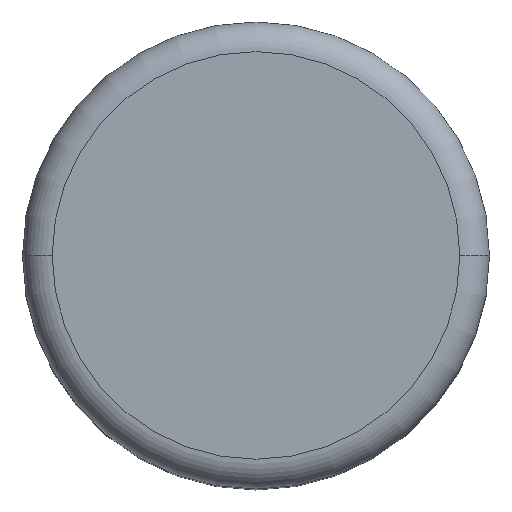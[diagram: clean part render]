
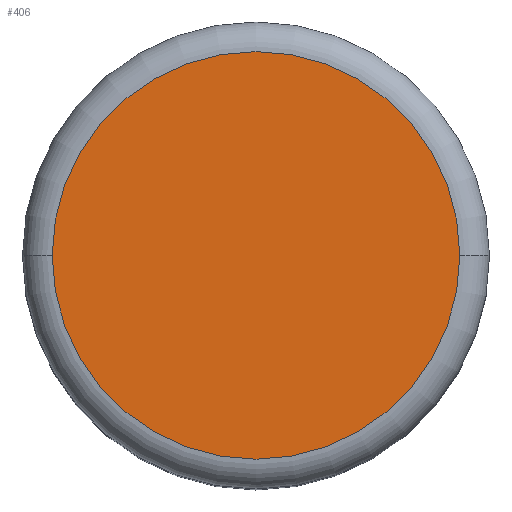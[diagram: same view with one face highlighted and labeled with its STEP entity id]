
A CAD part, top view. The second image highlights one B-rep face of the part: STEP entity #406.
In plain terms, the highlighted planar face has unit normal (0, 0, 1).
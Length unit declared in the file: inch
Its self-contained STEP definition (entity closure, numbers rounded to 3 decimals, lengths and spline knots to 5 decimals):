
#7 = AXIS2_PLACEMENT_3D ( 'NONE', #199, #196, #192 ) ;
#19 = DIRECTION ( 'NONE',  ( 1., 0., 0. ) ) ;
#20 = DIRECTION ( 'NONE',  ( 0., 0., 1. ) ) ;
#39 = CARTESIAN_POINT ( 'NONE',  ( 0., 0., 0.45276 ) ) ;
#49 = PLANE ( 'NONE',  #367 ) ;
#83 = CARTESIAN_POINT ( 'NONE',  ( 0.13748, 0., 0.45276 ) ) ;
#85 = CARTESIAN_POINT ( 'NONE',  ( -0.13748, 0., 0.45276 ) ) ;
#108 = EDGE_CURVE ( 'NONE', #182, #389, #383, .T. ) ;
#118 = DIRECTION ( 'NONE',  ( 1., 0., 0. ) ) ;
#143 = ORIENTED_EDGE ( 'NONE', *, *, #108, .T. ) ;
#182 = VERTEX_POINT ( 'NONE', #85 ) ;
#192 = DIRECTION ( 'NONE',  ( 1., 0., 0. ) ) ;
#196 = DIRECTION ( 'NONE',  ( 0., 0., 1. ) ) ;
#199 = CARTESIAN_POINT ( 'NONE',  ( 0., 0., 0.45276 ) ) ;
#231 = AXIS2_PLACEMENT_3D ( 'NONE', #366, #363, #118 ) ;
#298 = ORIENTED_EDGE ( 'NONE', *, *, #302, .T. ) ;
#302 = EDGE_CURVE ( 'NONE', #389, #182, #319, .T. ) ;
#304 = EDGE_LOOP ( 'NONE', ( #298, #143 ) ) ;
#319 = CIRCLE ( 'NONE', #7, 0.13748 ) ;
#320 = FACE_OUTER_BOUND ( 'NONE', #304, .T. ) ;
#363 = DIRECTION ( 'NONE',  ( 0., 0., 1. ) ) ;
#366 = CARTESIAN_POINT ( 'NONE',  ( 0., 0., 0.45276 ) ) ;
#367 = AXIS2_PLACEMENT_3D ( 'NONE', #39, #20, #19 ) ;
#383 = CIRCLE ( 'NONE', #231, 0.13748 ) ;
#389 = VERTEX_POINT ( 'NONE', #83 ) ;
#406 = ADVANCED_FACE ( 'NONE', ( #320 ), #49, .T. ) ;
